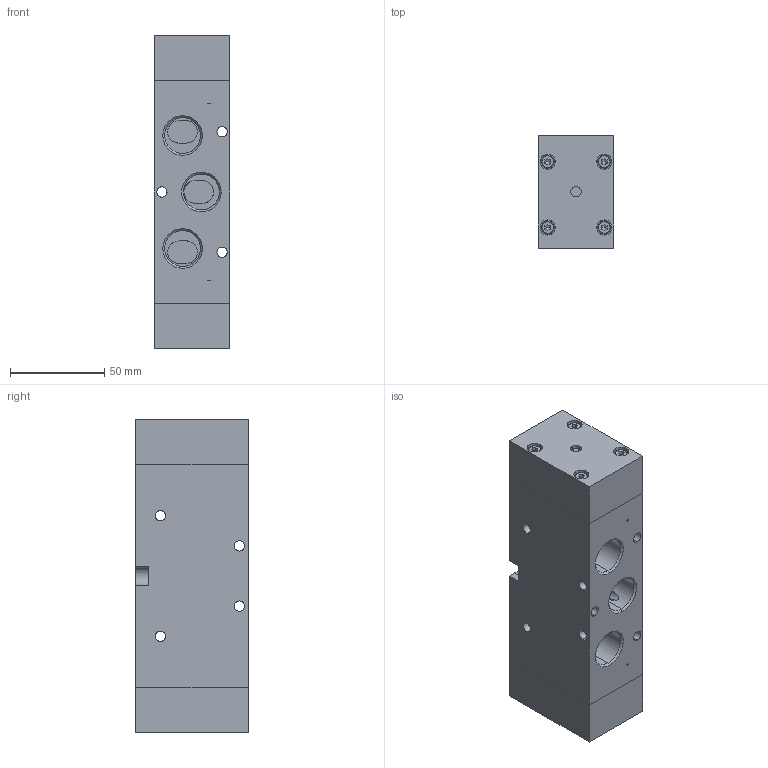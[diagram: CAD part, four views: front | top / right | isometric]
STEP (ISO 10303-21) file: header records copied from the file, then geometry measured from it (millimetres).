
FILE_DESCRIPTION (( 'STEP AP214' ), '1' );
FILE_NAME ('5243C.CC.STEP', '2016-02-02T11:13:41', ( 'sopra-pneumatic.com' ), ( '' ), 'SwSTEP 2.0', 'SolidWorks 2016', '' );
FILE_SCHEMA (( 'AUTOMOTIVE_DESIGN' ));
Length unit declared in the file: millimetre
Products named in the file (1): 02_010_4
Bounding box: 40 x 60 x 166 mm (x, y, z)
Volume: 357936.5 mm3; surface area: 64221.1 mm2
Topology: 11 solids, 11 shells, 908 faces, 2104 edges, 1234 vertices
Faces by surface type: cone 341, cylinder 302, plane 227, bspline 38
Entity records: 30278 total; most frequent: CARTESIAN_POINT 8564, DIRECTION 4437, ORIENTED_EDGE 4128, EDGE_CURVE 2064, AXIS2_PLACEMENT_3D 1716, VERTEX_POINT 1234, LINE 1005, VECTOR 1005
